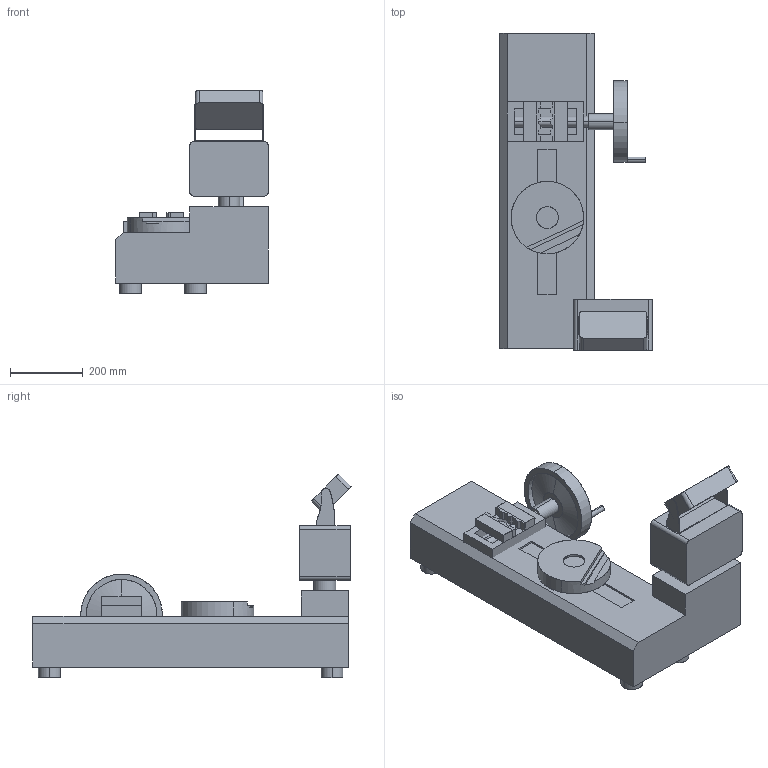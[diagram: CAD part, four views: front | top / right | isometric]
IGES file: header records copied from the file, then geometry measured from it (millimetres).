
Start section: SolidWorks IGES file using analytic representation for surfaces
Global section: file name: Part11.IGS; native system: SolidWorks 2017; preprocessor: SolidWorks 2017; author: OEM; date: 200723.140455; units: millimetre
Bounding box: 420 x 877.32 x 562.32 mm (x, y, z)
Surface area: 1540186 mm2 (no closed solid volume)
Topology: 0 solids, 0 shells, 163 faces, 2760 edges, 2758 vertices
Faces by surface type: bspline 114, revolution 49
